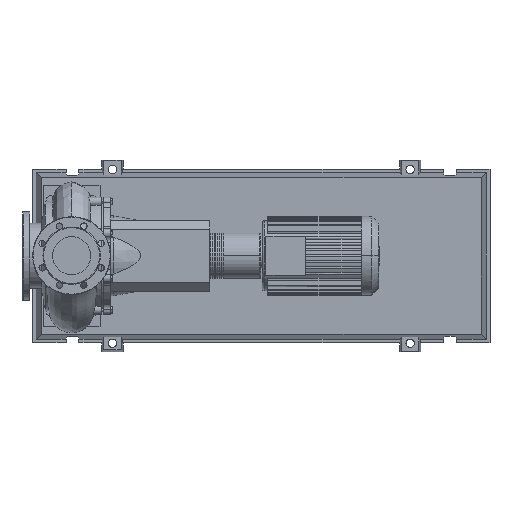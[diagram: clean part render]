
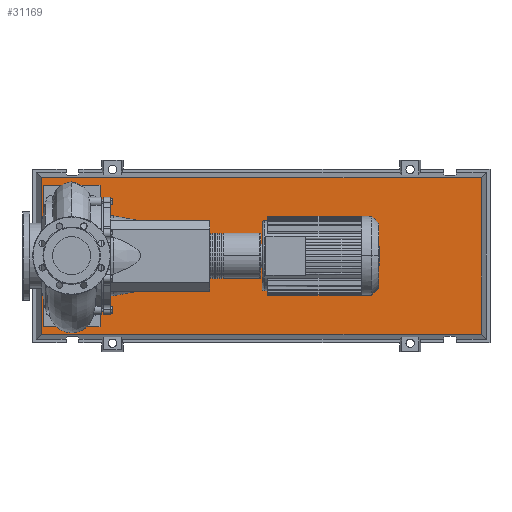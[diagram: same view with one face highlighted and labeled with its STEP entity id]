
A CAD part, top view. The second image highlights one B-rep face of the part: STEP entity #31169.
In plain terms, the highlighted planar face has unit normal (0, 0, 1).
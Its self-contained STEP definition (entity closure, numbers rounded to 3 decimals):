
#30850=CARTESIAN_POINT('',(1155.471,-220.471,103.0));
#30851=VERTEX_POINT('',#30850);
#30858=CARTESIAN_POINT('',(-85.471,-220.471,103.0));
#30859=VERTEX_POINT('',#30858);
#30860=CARTESIAN_POINT('',(1155.471,-220.471,103.0));
#30861=DIRECTION('',(-1.0,0.0,0.0));
#30862=VECTOR('',#30861,1240.941);
#30863=LINE('',#30860,#30862);
#30864=EDGE_CURVE('',#30851,#30859,#30863,.T.);
#31082=CARTESIAN_POINT('',(1155.471,220.471,103.0));
#31083=VERTEX_POINT('',#31082);
#31084=CARTESIAN_POINT('',(1155.471,220.471,103.0));
#31085=DIRECTION('',(0.0,-1.0,0.0));
#31086=VECTOR('',#31085,440.941);
#31087=LINE('',#31084,#31086);
#31088=EDGE_CURVE('',#31083,#30851,#31087,.T.);
#31106=CARTESIAN_POINT('',(-85.471,220.471,103.0));
#31107=VERTEX_POINT('',#31106);
#31108=CARTESIAN_POINT('',(-85.471,-220.471,103.0));
#31109=DIRECTION('',(0.0,1.0,0.0));
#31110=VECTOR('',#31109,440.941);
#31111=LINE('',#31108,#31110);
#31112=EDGE_CURVE('',#30859,#31107,#31111,.T.);
#31145=CARTESIAN_POINT('',(-85.471,220.471,103.0));
#31146=DIRECTION('',(1.0,0.0,0.0));
#31147=VECTOR('',#31146,1240.941);
#31148=LINE('',#31145,#31147);
#31149=EDGE_CURVE('',#31107,#31083,#31148,.T.);
#31158=CARTESIAN_POINT('',(535.,0.,103.0));
#31159=DIRECTION('',(0.0,0.0,1.0));
#31160=DIRECTION('',(1.0,0.0,0.0));
#31161=AXIS2_PLACEMENT_3D('',#31158,#31159,#31160);
#31162=PLANE('',#31161);
#31163=ORIENTED_EDGE('',*,*,#31088,.F.);
#31164=ORIENTED_EDGE('',*,*,#31149,.F.);
#31165=ORIENTED_EDGE('',*,*,#31112,.F.);
#31166=ORIENTED_EDGE('',*,*,#30864,.F.);
#31167=EDGE_LOOP('',(#31163,#31164,#31165,#31166));
#31168=FACE_OUTER_BOUND('',#31167,.T.);
#31169=ADVANCED_FACE('',(#31168),#31162,.T.);
